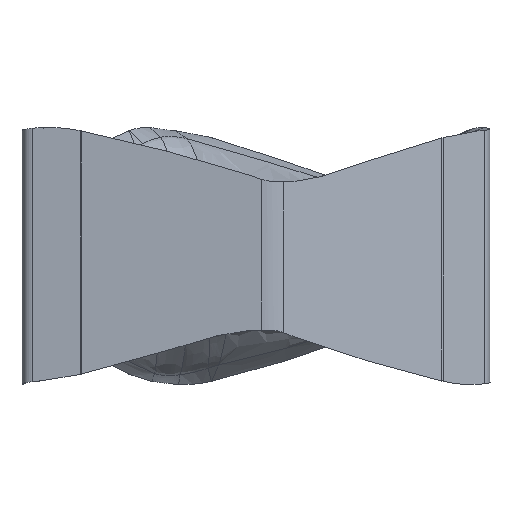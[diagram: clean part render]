
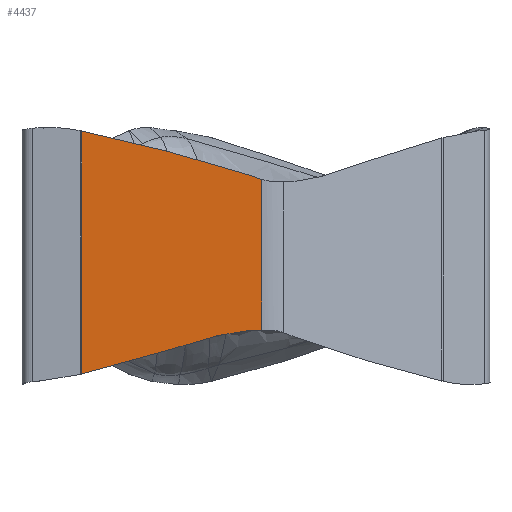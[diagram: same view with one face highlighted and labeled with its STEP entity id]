
A CAD part, front view. The second image highlights one B-rep face of the part: STEP entity #4437.
In plain terms, the highlighted planar face has unit normal (-0.032, -1, 0).
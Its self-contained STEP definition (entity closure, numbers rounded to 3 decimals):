
#389=CARTESIAN_POINT('',(1.266,-7.044,
-0.095));
#390=CARTESIAN_POINT('',(1.211,-7.042,
-0.096));
#391=CARTESIAN_POINT('',(1.1,-7.039,
-0.098));
#392=CARTESIAN_POINT('',(0.933,-7.033,
-0.106));
#393=CARTESIAN_POINT('',(0.822,-7.03,
-0.114));
#394=CARTESIAN_POINT('',(0.767,-7.028,
-0.119));
#396=CARTESIAN_POINT('',(0.767,-7.028,
-0.119));
#397=CARTESIAN_POINT('',(0.582,-7.022,
-0.134));
#398=CARTESIAN_POINT('',(0.232,-7.011,
-0.179));
#399=CARTESIAN_POINT('',(-0.226,-6.996,
-0.269));
#400=CARTESIAN_POINT('',(-0.649,-6.983,
-0.385));
#401=CARTESIAN_POINT('',(-1.007,-6.971,
-0.498));
#402=CARTESIAN_POINT('',(-1.427,-6.958,
-0.624));
#403=CARTESIAN_POINT('',(-1.807,-6.946,
-0.737));
#404=CARTESIAN_POINT('',(-2.239,-6.932,
-0.863));
#405=CARTESIAN_POINT('',(-2.679,-6.918,
-0.99));
#406=CARTESIAN_POINT('',(-3.091,-6.905,
-1.106));
#407=CARTESIAN_POINT('',(-3.6,-6.888,
-1.248));
#408=CARTESIAN_POINT('',(-4.017,-6.875,
-1.361));
#409=CARTESIAN_POINT('',(-4.501,-6.859,
-1.491));
#410=CARTESIAN_POINT('',(-4.855,-6.848,
-1.583));
#411=CARTESIAN_POINT('',(-5.04,-6.842,
-1.631));
#413=DIRECTION('',(0.,0.,1.));
#414=VECTOR('',#413,8.507);
#415=CARTESIAN_POINT('',(-5.04,-6.842,
-1.631));
#416=LINE('',#415,#414);
#417=CARTESIAN_POINT('',(-5.04,-6.842,6.875));
#418=CARTESIAN_POINT('',(-4.954,-6.845,6.857));
#419=CARTESIAN_POINT('',(-4.774,-6.851,6.819));
#420=CARTESIAN_POINT('',(-4.479,-6.86,6.755));
#421=CARTESIAN_POINT('',(-4.157,-6.87,6.683));
#422=CARTESIAN_POINT('',(-3.804,-6.882,6.603));
#423=CARTESIAN_POINT('',(-3.417,-6.894,6.512));
#424=CARTESIAN_POINT('',(-2.992,-6.908,6.41));
#425=CARTESIAN_POINT('',(-2.523,-6.923,6.293));
#426=CARTESIAN_POINT('',(-2.004,-6.939,6.159));
#427=CARTESIAN_POINT('',(-1.427,-6.958,6.004));
#428=CARTESIAN_POINT('',(-0.784,-6.978,
5.824));
#429=CARTESIAN_POINT('',(-0.056,-7.002,
5.608));
#430=CARTESIAN_POINT('',(0.48,-7.019,5.44));
#431=CARTESIAN_POINT('',(0.76,-7.028,5.349));
#433=CARTESIAN_POINT('',(0.76,-7.028,5.349));
#434=CARTESIAN_POINT('',(0.821,-7.03,5.329));
#435=CARTESIAN_POINT('',(0.94,-7.034,5.29));
#436=CARTESIAN_POINT('',(1.108,-7.039,5.235));
#437=CARTESIAN_POINT('',(1.214,-7.042,5.198));
#438=CARTESIAN_POINT('',(1.266,-7.044,5.182));
#449=DIRECTION('',(0.,0.,1.));
#450=VECTOR('',#449,5.277);
#451=CARTESIAN_POINT('',(1.266,-7.044,
-0.095));
#452=LINE('',#451,#450);
#3423=VERTEX_POINT('',#433);
#3424=VERTEX_POINT('',#438);
#3428=VERTEX_POINT('',#389);
#3429=VERTEX_POINT('',#394);
#3430=VERTEX_POINT('',#411);
#3431=CARTESIAN_POINT('',(-5.04,-6.842,
6.875));
#3432=VERTEX_POINT('',#3431);
#4419=CARTESIAN_POINT('',(-5.067,-6.841,
-7.581));
#4420=DIRECTION('',(-0.032,-0.999,0.));
#4421=DIRECTION('',(0.999,-0.032,0.));
#4422=AXIS2_PLACEMENT_3D('',#4419,#4420,#4421);
#4423=PLANE('',#4422);
#4425=ORIENTED_EDGE('',*,*,#4424,.T.);
#4427=ORIENTED_EDGE('',*,*,#4426,.T.);
#4429=ORIENTED_EDGE('',*,*,#4428,.T.);
#4431=ORIENTED_EDGE('',*,*,#4430,.T.);
#4432=ORIENTED_EDGE('',*,*,#4398,.T.);
#4434=ORIENTED_EDGE('',*,*,#4433,.F.);
#4435=EDGE_LOOP('',(#4425,#4427,#4429,#4431,#4432,#4434));
#4436=FACE_OUTER_BOUND('',#4435,.F.);
#395=B_SPLINE_CURVE_WITH_KNOTS('',3,(#389,#390,#391,#392,#393,#394),
.UNSPECIFIED.,.F.,.F.,(4,1,1,4),(0.,0.333,0.667,1.),
.UNSPECIFIED.);
#412=B_SPLINE_CURVE_WITH_KNOTS('',3,(#396,#397,#398,#399,#400,#401,#402,#403,
#404,#405,#406,#407,#408,#409,#410,#411),.UNSPECIFIED.,.F.,.F.,(4,1,1,1,1,1,1,1,
1,1,1,1,1,4),(0.,0.077,0.154,0.231,
0.308,0.385,0.462,0.538,
0.615,0.692,0.769,0.846,
0.923,1.),.UNSPECIFIED.);
#432=B_SPLINE_CURVE_WITH_KNOTS('',3,(#417,#418,#419,#420,#421,#422,#423,#424,
#425,#426,#427,#428,#429,#430,#431),.UNSPECIFIED.,.F.,.F.,(4,1,1,1,1,1,1,1,1,1,
1,1,4),(0.,0.083,0.167,0.25,0.333,
0.417,0.5,0.583,0.667,0.75,
0.833,0.917,1.),.UNSPECIFIED.);
#439=B_SPLINE_CURVE_WITH_KNOTS('',3,(#433,#434,#435,#436,#437,#438),
.UNSPECIFIED.,.F.,.F.,(4,1,1,4),(0.,0.333,0.667,1.),
.UNSPECIFIED.);
#4398=EDGE_CURVE('',#3423,#3424,#439,.T.);
#4424=EDGE_CURVE('',#3428,#3429,#395,.T.);
#4426=EDGE_CURVE('',#3429,#3430,#412,.T.);
#4428=EDGE_CURVE('',#3430,#3432,#416,.T.);
#4430=EDGE_CURVE('',#3432,#3423,#432,.T.);
#4433=EDGE_CURVE('',#3428,#3424,#452,.T.);
#4437=ADVANCED_FACE('',(#4436),#4423,.T.);
